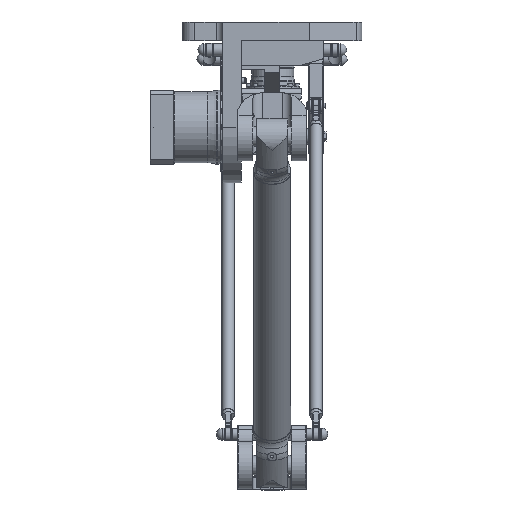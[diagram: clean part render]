
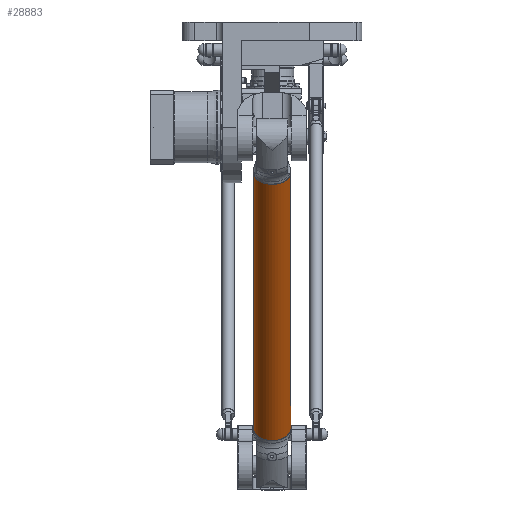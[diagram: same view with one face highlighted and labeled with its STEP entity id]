
A CAD part, front view. The second image highlights one B-rep face of the part: STEP entity #28883.
In plain terms, the highlighted cylindrical face has radius 30 mm (diameter 60 mm), a full revolution.
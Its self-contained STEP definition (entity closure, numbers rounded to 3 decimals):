
#1085=FACE_BOUND('',#7815,.T.);
#3123=CIRCLE('',#31804,30.);
#3130=CIRCLE('',#31816,30.);
#4196=CYLINDRICAL_SURFACE('',#31817,30.);
#5466=FACE_OUTER_BOUND('',#7814,.T.);
#7814=EDGE_LOOP('',(#23725));
#7815=EDGE_LOOP('',(#23726));
#14597=VERTEX_POINT('',#51637);
#14604=VERTEX_POINT('',#51656);
#17825=EDGE_CURVE('',#14597,#14597,#3123,.T.);
#17832=EDGE_CURVE('',#14604,#14604,#3130,.T.);
#23725=ORIENTED_EDGE('',*,*,#17832,.T.);
#23726=ORIENTED_EDGE('',*,*,#17825,.T.);
#28883=ADVANCED_FACE('',(#5466,#1085),#4196,.T.);
#31804=AXIS2_PLACEMENT_3D('',#51638,#38327,#38328);
#31816=AXIS2_PLACEMENT_3D('',#51657,#38351,#38352);
#31817=AXIS2_PLACEMENT_3D('',#51658,#38353,#38354);
#38327=DIRECTION('center_axis',(-1.,0.,0.));
#38328=DIRECTION('ref_axis',(0.,0.,1.));
#38351=DIRECTION('center_axis',(1.,0.,0.));
#38352=DIRECTION('ref_axis',(0.,0.,1.));
#38353=DIRECTION('center_axis',(-1.,0.,0.));
#38354=DIRECTION('ref_axis',(0.,0.,1.));
#51637=CARTESIAN_POINT('',(60.,0.,-30.));
#51638=CARTESIAN_POINT('Origin',(60.,0.,0.));
#51656=CARTESIAN_POINT('',(-470.,0.,-30.));
#51657=CARTESIAN_POINT('Origin',(-470.,0.,0.));
#51658=CARTESIAN_POINT('Origin',(65.,0.,0.));
